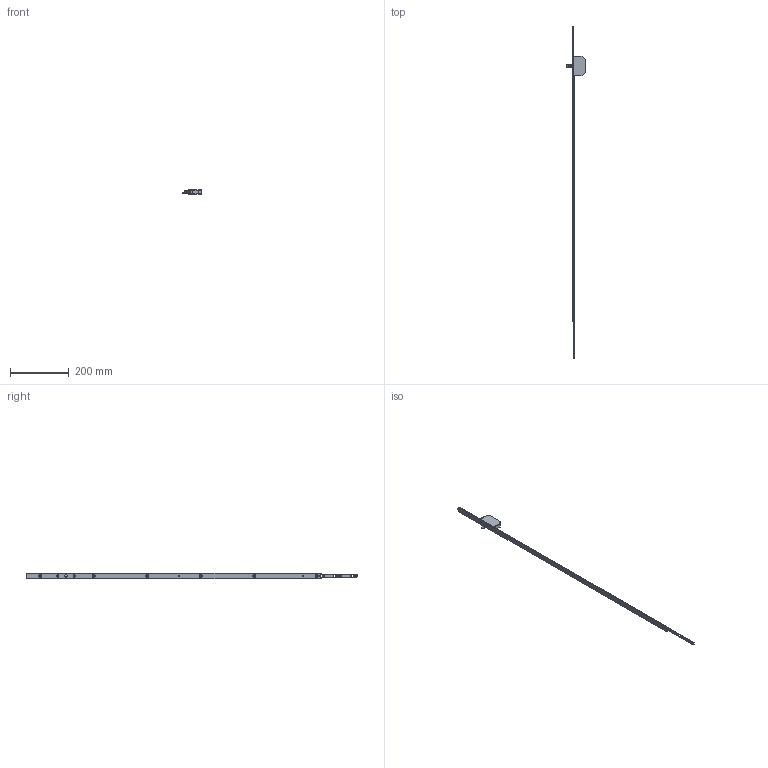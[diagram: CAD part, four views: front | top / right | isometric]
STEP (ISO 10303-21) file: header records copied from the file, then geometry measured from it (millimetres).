
FILE_DESCRIPTION (( 'STEP AP203' ), '1' );
FILE_NAME ('30350_XL1000_18.STEP', '2024-08-30T11:31:34', ( '' ), ( '' ), 'SwSTEP 2.0', 'SolidWorks 2023', '' );
FILE_SCHEMA (( 'CONFIG_CONTROL_DESIGN' ));
Length unit declared in the file: millimetre
Products named in the file (7): 30350_XL1000_18; D001345395-000_D001345395-001; D001479996-001; D001519334-001; D001519313-001; D001345393-000_D001345393-001; D001127682-000_D001127682-001
Assembly tree (9 placements, depth 2):
  30350_XL1000_18
    D001479996-001
    D001127682-000_D001127682-001  x2
    D001345393-000_D001345393-001  x2
    D001345395-000_D001345395-001  x2
    D001519313-001
    D001519334-001
Bounding box: 63.84 x 1130 x 18 mm (x, y, z)
Volume: 114884 mm3; surface area: 76938.1 mm2
Topology: 9 solids, 9 shells, 374 faces, 908 edges, 556 vertices
Faces by surface type: cylinder 166, plane 144, cone 44, torus 10, sphere 8, bspline 2
Entity records: 9965 total; most frequent: DIRECTION 1678, CARTESIAN_POINT 1613, ORIENTED_EDGE 1512, EDGE_CURVE 756, AXIS2_PLACEMENT_3D 622, VERTEX_POINT 469, LINE 434, VECTOR 434
